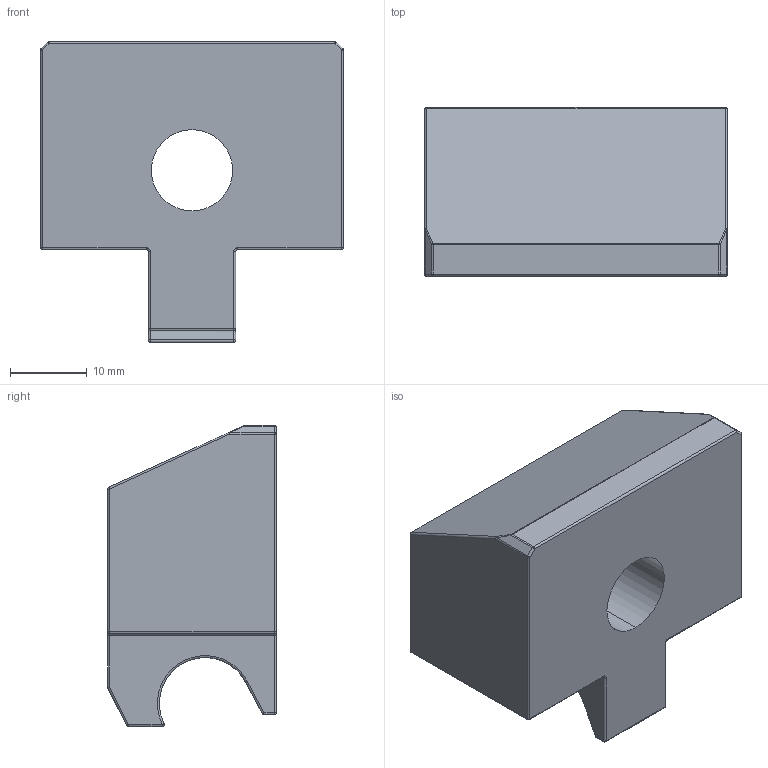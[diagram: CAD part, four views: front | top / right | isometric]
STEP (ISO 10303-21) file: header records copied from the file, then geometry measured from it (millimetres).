
FILE_DESCRIPTION (( 'STEP AP214' ), '1' );
FILE_NAME ('25043.STEP', '2015-12-17T13:32:57', ( 'Mike W' ), ( '' ), 'SwSTEP 2.0', 'SolidWorks 2015', '' );
FILE_SCHEMA (( 'AUTOMOTIVE_DESIGN' ));
Length unit declared in the file: inch
Products named in the file (1): 25043
Bounding box: 39.5 x 22 x 39.27 mm (x, y, z)
Volume: 19393.3 mm3; surface area: 6047.5 mm2
Topology: 1 solids, 1 shells, 95 faces, 212 edges, 104 vertices
Faces by surface type: cylinder 47, sphere 24, plane 17, torus 7
Entity records: 2481 total; most frequent: DIRECTION 491, CARTESIAN_POINT 392, ORIENTED_EDGE 388, AXIS2_PLACEMENT_3D 201, EDGE_CURVE 194, CIRCLE 105, VERTEX_POINT 102, EDGE_LOOP 98
